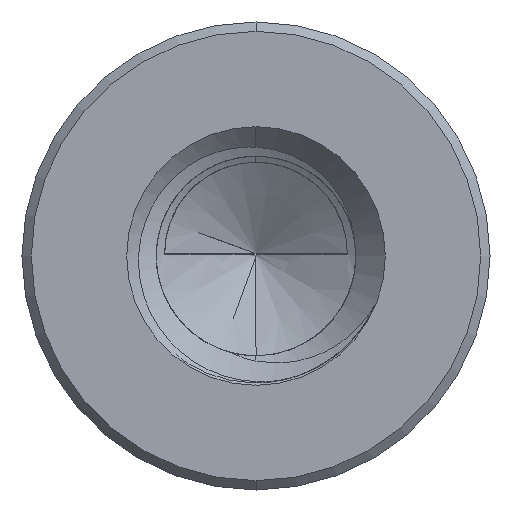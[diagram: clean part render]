
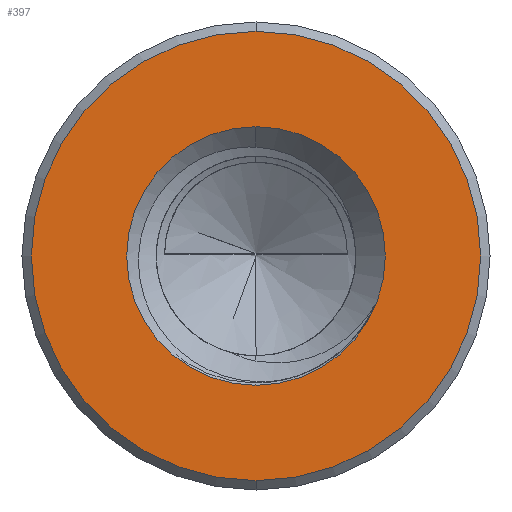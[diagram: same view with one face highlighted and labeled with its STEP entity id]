
A CAD part, front view. The second image highlights one B-rep face of the part: STEP entity #397.
In plain terms, the highlighted planar face has unit normal (0, -1, 0).
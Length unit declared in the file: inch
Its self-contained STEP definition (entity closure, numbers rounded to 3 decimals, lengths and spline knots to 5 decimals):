
#33 = ORIENTED_EDGE ( 'NONE', *, *, #5672, .T. ) ;
#101 = CIRCLE ( 'NONE', #4286, 0.069 ) ;
#220 = VERTEX_POINT ( 'NONE', #6625 ) ;
#309 = EDGE_LOOP ( 'NONE', ( #2320, #3143 ) ) ;
#397 = ADVANCED_FACE ( 'NONE', ( #5177, #668 ), #1959, .F. ) ;
#668 = FACE_OUTER_BOUND ( 'NONE', #309, .T. ) ;
#929 = AXIS2_PLACEMENT_3D ( 'NONE', #3364, #1709, #3882 ) ;
#1303 = DIRECTION ( 'NONE',  ( 0., 0., 1. ) ) ;
#1425 = DIRECTION ( 'NONE',  ( 0., 0., 1. ) ) ;
#1458 = DIRECTION ( 'NONE',  ( 0., -1., 0. ) ) ;
#1709 = DIRECTION ( 'NONE',  ( 0., 1., 0. ) ) ;
#1905 = CARTESIAN_POINT ( 'NONE',  ( 0., 0., 0. ) ) ;
#1959 = PLANE ( 'NONE',  #929 ) ;
#2205 = AXIS2_PLACEMENT_3D ( 'NONE', #3540, #4089, #3052 ) ;
#2310 = CARTESIAN_POINT ( 'NONE',  ( 0., 0., -0.069 ) ) ;
#2320 = ORIENTED_EDGE ( 'NONE', *, *, #4635, .T. ) ;
#2352 = AXIS2_PLACEMENT_3D ( 'NONE', #1905, #4684, #1425 ) ;
#2419 = EDGE_LOOP ( 'NONE', ( #33, #3038 ) ) ;
#2476 = CARTESIAN_POINT ( 'NONE',  ( 0., 0., -0.11985 ) ) ;
#3030 = AXIS2_PLACEMENT_3D ( 'NONE', #4714, #1458, #5395 ) ;
#3038 = ORIENTED_EDGE ( 'NONE', *, *, #6643, .T. ) ;
#3052 = DIRECTION ( 'NONE',  ( 0., 0., 1. ) ) ;
#3081 = EDGE_CURVE ( 'NONE', #5679, #3392, #6343, .T. ) ;
#3143 = ORIENTED_EDGE ( 'NONE', *, *, #3081, .T. ) ;
#3364 = CARTESIAN_POINT ( 'NONE',  ( 0., 0., 0. ) ) ;
#3392 = VERTEX_POINT ( 'NONE', #3393 ) ;
#3393 = CARTESIAN_POINT ( 'NONE',  ( 0., 0., 0.11985 ) ) ;
#3540 = CARTESIAN_POINT ( 'NONE',  ( 0., 0., 0. ) ) ;
#3882 = DIRECTION ( 'NONE',  ( 0., 0., 1. ) ) ;
#4089 = DIRECTION ( 'NONE',  ( 0., -1., 0. ) ) ;
#4286 = AXIS2_PLACEMENT_3D ( 'NONE', #4580, #6757, #1303 ) ;
#4580 = CARTESIAN_POINT ( 'NONE',  ( 0., 0., 0. ) ) ;
#4635 = EDGE_CURVE ( 'NONE', #3392, #5679, #4918, .T. ) ;
#4684 = DIRECTION ( 'NONE',  ( 0., 1., 0. ) ) ;
#4714 = CARTESIAN_POINT ( 'NONE',  ( 0., 0., 0. ) ) ;
#4918 = CIRCLE ( 'NONE', #2205, 0.11985 ) ;
#5026 = VERTEX_POINT ( 'NONE', #2310 ) ;
#5177 = FACE_BOUND ( 'NONE', #2419, .T. ) ;
#5389 = CIRCLE ( 'NONE', #2352, 0.069 ) ;
#5395 = DIRECTION ( 'NONE',  ( 0., 0., 1. ) ) ;
#5672 = EDGE_CURVE ( 'NONE', #5026, #220, #101, .T. ) ;
#5679 = VERTEX_POINT ( 'NONE', #2476 ) ;
#6343 = CIRCLE ( 'NONE', #3030, 0.11985 ) ;
#6625 = CARTESIAN_POINT ( 'NONE',  ( 0., 0., 0.069 ) ) ;
#6643 = EDGE_CURVE ( 'NONE', #220, #5026, #5389, .T. ) ;
#6757 = DIRECTION ( 'NONE',  ( 0., 1., 0. ) ) ;
